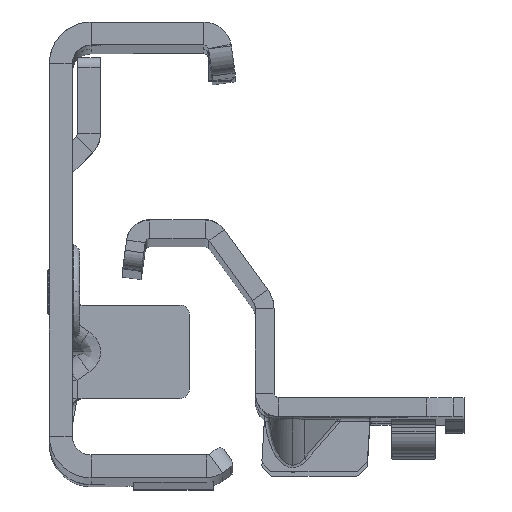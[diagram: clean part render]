
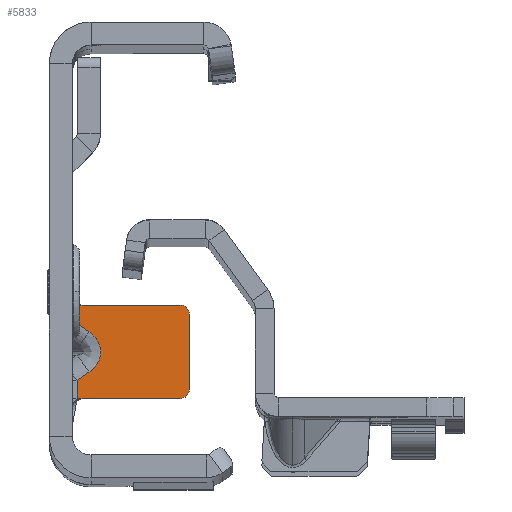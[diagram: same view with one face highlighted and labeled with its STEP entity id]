
A CAD part, top view. The second image highlights one B-rep face of the part: STEP entity #5833.
In plain terms, the highlighted planar face has unit normal (0, 0, 1).
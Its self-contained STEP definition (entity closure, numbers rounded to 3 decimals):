
#156 = ORIENTED_EDGE ( 'NONE', *, *, #9745, .T. ) ;
#222 = EDGE_CURVE ( 'NONE', #2122, #8117, #16039, .T. ) ;
#852 = DIRECTION ( 'NONE',  ( 0.816, 0.577, 0. ) ) ;
#2122 = VERTEX_POINT ( 'NONE', #16901 ) ;
#2269 = VERTEX_POINT ( 'NONE', #20396 ) ;
#2758 = EDGE_CURVE ( 'NONE', #15316, #3490, #34814, .T. ) ;
#3054 = LINE ( 'NONE', #29513, #33329 ) ;
#3344 = EDGE_CURVE ( 'NONE', #8117, #25335, #26080, .T. ) ;
#3490 = VERTEX_POINT ( 'NONE', #21652 ) ;
#3524 = CARTESIAN_POINT ( 'NONE',  ( 2.628, -11.106, -541.5 ) ) ;
#4362 = VECTOR ( 'NONE', #18789, 1000. ) ;
#4399 = CARTESIAN_POINT ( 'NONE',  ( 1.35, -7.091, -541.5 ) ) ;
#4769 = CARTESIAN_POINT ( 'NONE',  ( 0.64, -14.55, -541.5 ) ) ;
#5045 = B_SPLINE_CURVE_WITH_KNOTS ( 'NONE', 3,
 ( #20805, #20974, #4769, #15546 ),
 .UNSPECIFIED., .F., .F.,
 ( 4, 4 ),
 ( 0., 0. ),
 .UNSPECIFIED. ) ;
#5277 = CARTESIAN_POINT ( 'NONE',  ( 12.5, -5.55, -541.5 ) ) ;
#5407 = EDGE_CURVE ( 'NONE', #6346, #2122, #28023, .T. ) ;
#5472 = CARTESIAN_POINT ( 'NONE',  ( 0.5, -4.55, -541.5 ) ) ;
#5833 = ADVANCED_FACE ( 'NONE', ( #10130 ), #10470, .F. ) ;
#6035 = DIRECTION ( 'NONE',  ( 0., 0., 1. ) ) ;
#6055 = EDGE_CURVE ( 'NONE', #25335, #24241, #3054, .T. ) ;
#6187 = VECTOR ( 'NONE', #21706, 1000. ) ;
#6245 = AXIS2_PLACEMENT_3D ( 'NONE', #8464, #13057, #19215 ) ;
#6346 = VERTEX_POINT ( 'NONE', #23632 ) ;
#6903 = CARTESIAN_POINT ( 'NONE',  ( 0.64, -4.55, -541.5 ) ) ;
#8117 = VERTEX_POINT ( 'NONE', #32623 ) ;
#8464 = CARTESIAN_POINT ( 'NONE',  ( 11.5, -5.55, -541.5 ) ) ;
#8811 = ORIENTED_EDGE ( 'NONE', *, *, #20956, .T. ) ;
#9626 = ORIENTED_EDGE ( 'NONE', *, *, #5407, .F. ) ;
#9745 = EDGE_CURVE ( 'NONE', #10826, #32091, #5045, .T. ) ;
#10130 = FACE_OUTER_BOUND ( 'NONE', #21656, .T. ) ;
#10250 = ORIENTED_EDGE ( 'NONE', *, *, #34265, .T. ) ;
#10470 = PLANE ( 'NONE',  #22020 ) ;
#10646 = DIRECTION ( 'NONE',  ( 0., 1., 0. ) ) ;
#10826 = VERTEX_POINT ( 'NONE', #20546 ) ;
#10980 = LINE ( 'NONE', #21705, #14319 ) ;
#11072 = EDGE_CURVE ( 'NONE', #33542, #22980, #18108, .T. ) ;
#11684 = ORIENTED_EDGE ( 'NONE', *, *, #23953, .F. ) ;
#13057 = DIRECTION ( 'NONE',  ( 0., 0., 1. ) ) ;
#13311 = ORIENTED_EDGE ( 'NONE', *, *, #2758, .T. ) ;
#13497 = CARTESIAN_POINT ( 'NONE',  ( -7.344, -4.55, -541.5 ) ) ;
#13600 = CARTESIAN_POINT ( 'NONE',  ( 3.565, -10.443, -541.5 ) ) ;
#13769 = CARTESIAN_POINT ( 'NONE',  ( 1.778, -11.707, -541.5 ) ) ;
#14319 = VECTOR ( 'NONE', #16280, 1000. ) ;
#14325 = CARTESIAN_POINT ( 'NONE',  ( 0.71, -4.55, -541.5 ) ) ;
#14498 = CARTESIAN_POINT ( 'NONE',  ( 0.5, -4.55, -541.5 ) ) ;
#15316 = VERTEX_POINT ( 'NONE', #22558 ) ;
#15546 = CARTESIAN_POINT ( 'NONE',  ( 0.71, -14.55, -541.5 ) ) ;
#15570 = CARTESIAN_POINT ( 'NONE',  ( 0.5, -6.49, -541.5 ) ) ;
#15592 = ORIENTED_EDGE ( 'NONE', *, *, #222, .F. ) ;
#15824 = EDGE_CURVE ( 'NONE', #24241, #2269, #23471, .T. ) ;
#16039 =( BOUNDED_CURVE ( )  B_SPLINE_CURVE ( 3, ( #13769, #13600, #24324, #23970 ),
 .UNSPECIFIED., .F., .T. ) 
 B_SPLINE_CURVE_WITH_KNOTS ( ( 4, 4 ),
 ( 2.356, 3.927 ),
 .UNSPECIFIED. ) 
 CURVE ( )  GEOMETRIC_REPRESENTATION_ITEM ( )  RATIONAL_B_SPLINE_CURVE ( ( 1., 0.805, 0.805, 1. ) ) 
 REPRESENTATION_ITEM ( '' )  );
#16280 = DIRECTION ( 'NONE',  ( 0., 1., 0. ) ) ;
#16470 = CARTESIAN_POINT ( 'NONE',  ( 11.5, -13.55, -541.5 ) ) ;
#16774 = ORIENTED_EDGE ( 'NONE', *, *, #3344, .F. ) ;
#16901 = CARTESIAN_POINT ( 'NONE',  ( 1.778, -11.707, -541.5 ) ) ;
#17120 = ORIENTED_EDGE ( 'NONE', *, *, #29288, .T. ) ;
#17152 = CARTESIAN_POINT ( 'NONE',  ( 0.57, -4.55, -541.5 ) ) ;
#18108 = CIRCLE ( 'NONE', #6245, 1. ) ;
#18789 = DIRECTION ( 'NONE',  ( 0., 1., 0. ) ) ;
#18935 = ORIENTED_EDGE ( 'NONE', *, *, #11072, .T. ) ;
#19153 = ORIENTED_EDGE ( 'NONE', *, *, #15824, .F. ) ;
#19215 = DIRECTION ( 'NONE',  ( 0., 1., 0. ) ) ;
#20396 = CARTESIAN_POINT ( 'NONE',  ( 0.71, -4.55, -541.5 ) ) ;
#20546 = CARTESIAN_POINT ( 'NONE',  ( 0.5, -14.55, -541.5 ) ) ;
#20805 = CARTESIAN_POINT ( 'NONE',  ( 0.5, -14.55, -541.5 ) ) ;
#20865 = DIRECTION ( 'NONE',  ( 0., 0., -1. ) ) ;
#20956 = EDGE_CURVE ( 'NONE', #22980, #2269, #32191, .T. ) ;
#20974 = CARTESIAN_POINT ( 'NONE',  ( 0.57, -14.55, -541.5 ) ) ;
#21652 = CARTESIAN_POINT ( 'NONE',  ( 12.5, -13.55, -541.5 ) ) ;
#21656 = EDGE_LOOP ( 'NONE', ( #16774, #15592, #9626, #11684, #156, #17120, #13311, #10250, #18935, #8811, #19153, #33172 ) ) ;
#21705 = CARTESIAN_POINT ( 'NONE',  ( 12.5, 22.3, -541.5 ) ) ;
#21706 = DIRECTION ( 'NONE',  ( 1., 0., 0. ) ) ;
#22020 = AXIS2_PLACEMENT_3D ( 'NONE', #28473, #20865, #28987 ) ;
#22558 = CARTESIAN_POINT ( 'NONE',  ( 11.5, -14.55, -541.5 ) ) ;
#22980 = VERTEX_POINT ( 'NONE', #23244 ) ;
#23244 = CARTESIAN_POINT ( 'NONE',  ( 11.5, -4.55, -541.5 ) ) ;
#23470 = CARTESIAN_POINT ( 'NONE',  ( -7.344, -14.55, -541.5 ) ) ;
#23471 = B_SPLINE_CURVE_WITH_KNOTS ( 'NONE', 3,
 ( #14498, #17152, #6903, #14325 ),
 .UNSPECIFIED., .F., .F.,
 ( 4, 4 ),
 ( 0., 0. ),
 .UNSPECIFIED. ) ;
#23550 = AXIS2_PLACEMENT_3D ( 'NONE', #16470, #6035, #32330 ) ;
#23632 = CARTESIAN_POINT ( 'NONE',  ( 0.5, -12.61, -541.5 ) ) ;
#23953 = EDGE_CURVE ( 'NONE', #10826, #6346, #29865, .T. ) ;
#23970 = CARTESIAN_POINT ( 'NONE',  ( 1.778, -7.393, -541.5 ) ) ;
#24241 = VERTEX_POINT ( 'NONE', #5472 ) ;
#24324 = CARTESIAN_POINT ( 'NONE',  ( 3.565, -8.657, -541.5 ) ) ;
#25335 = VERTEX_POINT ( 'NONE', #15570 ) ;
#26080 = LINE ( 'NONE', #4399, #34877 ) ;
#26133 = LINE ( 'NONE', #23470, #6187 ) ;
#26487 = VECTOR ( 'NONE', #26872, 1000. ) ;
#26872 = DIRECTION ( 'NONE',  ( -1., 0., 0. ) ) ;
#27384 = CARTESIAN_POINT ( 'NONE',  ( 0.5, 22.3, -541.5 ) ) ;
#27837 = CARTESIAN_POINT ( 'NONE',  ( 0.71, -14.55, -541.5 ) ) ;
#28023 = LINE ( 'NONE', #3524, #33314 ) ;
#28216 = DIRECTION ( 'NONE',  ( -0.816, 0.577, 0. ) ) ;
#28473 = CARTESIAN_POINT ( 'NONE',  ( -7.344, 22.3, -541.5 ) ) ;
#28987 = DIRECTION ( 'NONE',  ( 0., 1., 0. ) ) ;
#29288 = EDGE_CURVE ( 'NONE', #32091, #15316, #26133, .T. ) ;
#29513 = CARTESIAN_POINT ( 'NONE',  ( 0.5, 22.3, -541.5 ) ) ;
#29865 = LINE ( 'NONE', #27384, #4362 ) ;
#32091 = VERTEX_POINT ( 'NONE', #27837 ) ;
#32191 = LINE ( 'NONE', #13497, #26487 ) ;
#32330 = DIRECTION ( 'NONE',  ( 0., 1., 0. ) ) ;
#32623 = CARTESIAN_POINT ( 'NONE',  ( 1.778, -7.393, -541.5 ) ) ;
#33172 = ORIENTED_EDGE ( 'NONE', *, *, #6055, .F. ) ;
#33314 = VECTOR ( 'NONE', #852, 1000. ) ;
#33329 = VECTOR ( 'NONE', #10646, 1000. ) ;
#33542 = VERTEX_POINT ( 'NONE', #5277 ) ;
#34265 = EDGE_CURVE ( 'NONE', #3490, #33542, #10980, .T. ) ;
#34814 = CIRCLE ( 'NONE', #23550, 1. ) ;
#34877 = VECTOR ( 'NONE', #28216, 1000. ) ;
